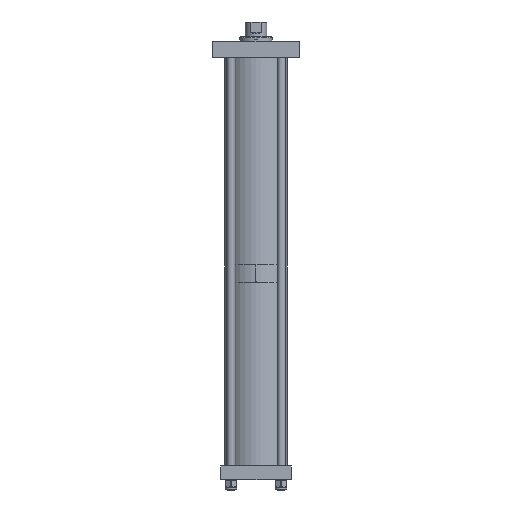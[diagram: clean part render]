
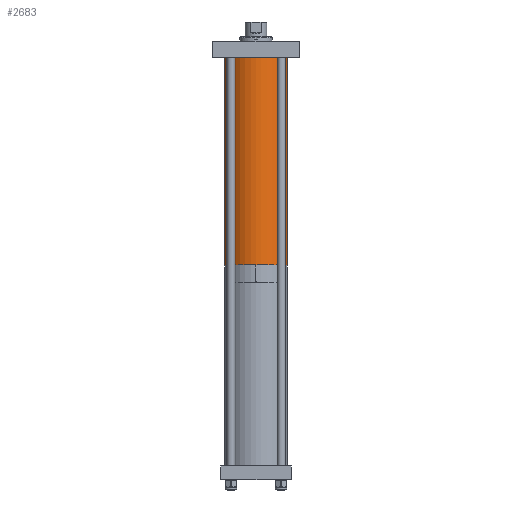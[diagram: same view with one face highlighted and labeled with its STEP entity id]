
A CAD part, front view. The second image highlights one B-rep face of the part: STEP entity #2683.
In plain terms, the highlighted cylindrical face has radius 73.025 mm (diameter 146.05 mm), a partial arc.
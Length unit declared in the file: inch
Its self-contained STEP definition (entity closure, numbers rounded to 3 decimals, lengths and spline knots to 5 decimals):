
#346 = VECTOR ( 'NONE', #7881, 39.37008 ) ;
#495 = DIRECTION ( 'NONE',  ( 1., 0., 0. ) ) ;
#513 = VERTEX_POINT ( 'NONE', #4289 ) ;
#923 = AXIS2_PLACEMENT_3D ( 'NONE', #4911, #495, #6175 ) ;
#930 = CARTESIAN_POINT ( 'NONE',  ( 19.104, 0., -2.875 ) ) ;
#1790 = ORIENTED_EDGE ( 'NONE', *, *, #4977, .F. ) ;
#2150 = CARTESIAN_POINT ( 'NONE',  ( 19.104, 0., 0. ) ) ;
#2187 = CARTESIAN_POINT ( 'NONE',  ( 19.104, 0., 2.875 ) ) ;
#2258 = EDGE_LOOP ( 'NONE', ( #4256, #1790, #8492, #3423 ) ) ;
#2425 = AXIS2_PLACEMENT_3D ( 'NONE', #3800, #9549, #5122 ) ;
#2496 = CARTESIAN_POINT ( 'NONE',  ( 0., 0., 2.875 ) ) ;
#2683 = ADVANCED_FACE ( 'NONE', ( #5752 ), #6523, .T. ) ;
#2711 = CIRCLE ( 'NONE', #923, 2.875 ) ;
#3165 = EDGE_CURVE ( 'NONE', #8993, #6026, #6561, .T. ) ;
#3423 = ORIENTED_EDGE ( 'NONE', *, *, #5844, .T. ) ;
#3444 = DIRECTION ( 'NONE',  ( 0., 0., 1. ) ) ;
#3800 = CARTESIAN_POINT ( 'NONE',  ( 19.104, 0., 0. ) ) ;
#4256 = ORIENTED_EDGE ( 'NONE', *, *, #7469, .F. ) ;
#4289 = CARTESIAN_POINT ( 'NONE',  ( 0., 0., -2.875 ) ) ;
#4911 = CARTESIAN_POINT ( 'NONE',  ( 0., 0., 0. ) ) ;
#4977 = EDGE_CURVE ( 'NONE', #8993, #9132, #6220, .T. ) ;
#5122 = DIRECTION ( 'NONE',  ( 0., 0., -1. ) ) ;
#5309 = LINE ( 'NONE', #930, #7032 ) ;
#5519 = CARTESIAN_POINT ( 'NONE',  ( 19.104, 0., -2.875 ) ) ;
#5752 = FACE_OUTER_BOUND ( 'NONE', #2258, .T. ) ;
#5844 = EDGE_CURVE ( 'NONE', #6026, #513, #2711, .T. ) ;
#6026 = VERTEX_POINT ( 'NONE', #2496 ) ;
#6175 = DIRECTION ( 'NONE',  ( 0., 0., -1. ) ) ;
#6220 = CIRCLE ( 'NONE', #2425, 2.875 ) ;
#6523 = CYLINDRICAL_SURFACE ( 'NONE', #7167, 2.875 ) ;
#6561 = LINE ( 'NONE', #2187, #346 ) ;
#6568 = DIRECTION ( 'NONE',  ( -1., 0., 0. ) ) ;
#7032 = VECTOR ( 'NONE', #6568, 39.37008 ) ;
#7167 = AXIS2_PLACEMENT_3D ( 'NONE', #2150, #7837, #3444 ) ;
#7469 = EDGE_CURVE ( 'NONE', #9132, #513, #5309, .T. ) ;
#7837 = DIRECTION ( 'NONE',  ( -1., 0., 0. ) ) ;
#7881 = DIRECTION ( 'NONE',  ( -1., 0., 0. ) ) ;
#8182 = CARTESIAN_POINT ( 'NONE',  ( 19.104, 0., 2.875 ) ) ;
#8492 = ORIENTED_EDGE ( 'NONE', *, *, #3165, .T. ) ;
#8993 = VERTEX_POINT ( 'NONE', #8182 ) ;
#9132 = VERTEX_POINT ( 'NONE', #5519 ) ;
#9549 = DIRECTION ( 'NONE',  ( 1., 0., 0. ) ) ;
